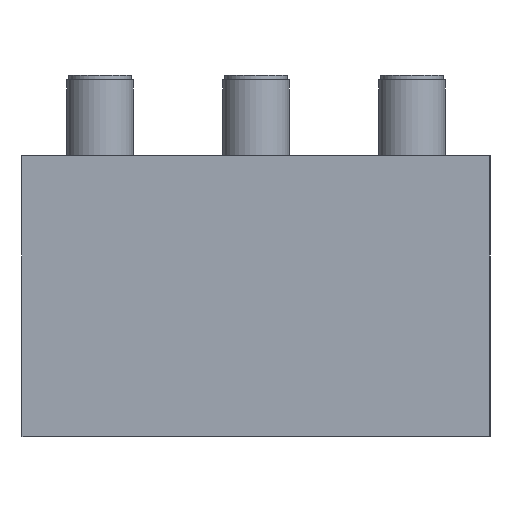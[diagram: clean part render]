
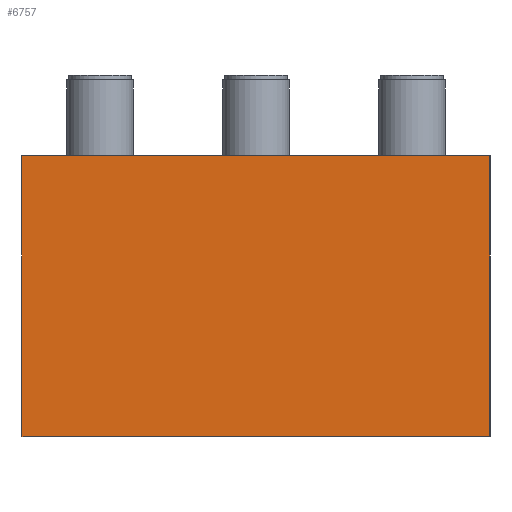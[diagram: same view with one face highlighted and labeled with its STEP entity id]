
A CAD part, left-side view. The second image highlights one B-rep face of the part: STEP entity #6757.
In plain terms, the highlighted planar face has unit normal (-1, 0, 0).
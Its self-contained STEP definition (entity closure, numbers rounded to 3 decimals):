
#5793=CARTESIAN_POINT('',(0.0,0.0,35.0));
#5794=VERTEX_POINT('',#5793);
#5795=CARTESIAN_POINT('',(0.0,105.0,35.0));
#5796=VERTEX_POINT('',#5795);
#5797=CARTESIAN_POINT('',(0.0,0.0,35.0));
#5798=DIRECTION('',(0.0,1.0,0.0));
#5799=VECTOR('',#5798,105.0);
#5800=LINE('',#5797,#5799);
#5801=EDGE_CURVE('',#5794,#5796,#5800,.T.);
#6706=CARTESIAN_POINT('',(0.0,105.0,-28.));
#6707=VERTEX_POINT('',#6706);
#6719=CARTESIAN_POINT('',(0.0,0.0,-28.));
#6720=VERTEX_POINT('',#6719);
#6727=CARTESIAN_POINT('',(0.0,105.0,-28.));
#6728=DIRECTION('',(0.0,-1.0,0.0));
#6729=VECTOR('',#6728,105.0);
#6730=LINE('',#6727,#6729);
#6731=EDGE_CURVE('',#6707,#6720,#6730,.T.);
#6736=CARTESIAN_POINT('',(0.0,0.0,0.0));
#6737=DIRECTION('',(-1.0,0.0,0.0));
#6738=DIRECTION('',(0.0,0.0,1.0));
#6739=AXIS2_PLACEMENT_3D('',#6736,#6737,#6738);
#6740=PLANE('',#6739);
#6741=ORIENTED_EDGE('',*,*,#5801,.T.);
#6742=CARTESIAN_POINT('',(0.0,105.0,-28.));
#6743=DIRECTION('',(0.0,0.0,1.0));
#6744=VECTOR('',#6743,63.0);
#6745=LINE('',#6742,#6744);
#6746=EDGE_CURVE('',#6707,#5796,#6745,.T.);
#6747=ORIENTED_EDGE('',*,*,#6746,.F.);
#6748=ORIENTED_EDGE('',*,*,#6731,.T.);
#6749=CARTESIAN_POINT('',(0.0,0.0,35.0));
#6750=DIRECTION('',(0.0,0.0,-1.0));
#6751=VECTOR('',#6750,63.0);
#6752=LINE('',#6749,#6751);
#6753=EDGE_CURVE('',#5794,#6720,#6752,.T.);
#6754=ORIENTED_EDGE('',*,*,#6753,.F.);
#6755=EDGE_LOOP('',(#6741,#6747,#6748,#6754));
#6756=FACE_OUTER_BOUND('',#6755,.T.);
#6757=ADVANCED_FACE('',(#6756),#6740,.T.);
